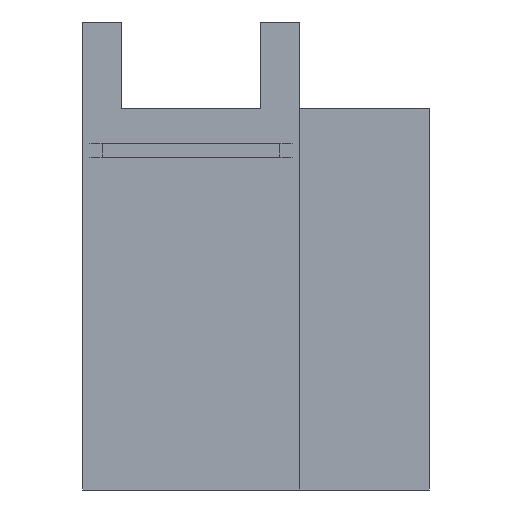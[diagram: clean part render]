
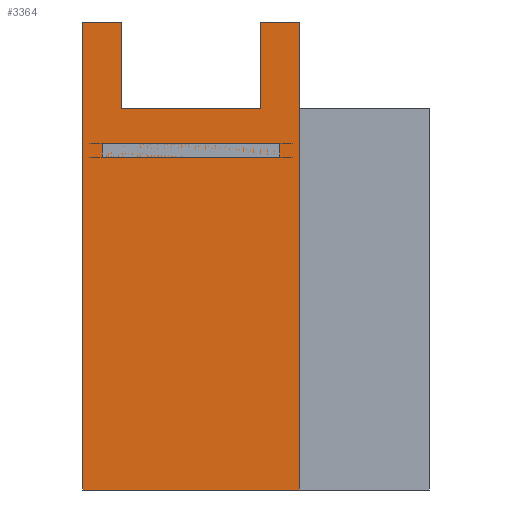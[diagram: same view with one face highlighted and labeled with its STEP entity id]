
A CAD part, front view. The second image highlights one B-rep face of the part: STEP entity #3364.
In plain terms, the highlighted planar face has unit normal (0, -1, 0).
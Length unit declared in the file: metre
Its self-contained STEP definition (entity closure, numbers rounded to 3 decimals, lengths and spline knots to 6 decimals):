
#57=PLANE('',#3726);
#258=LINE('',#5436,#515);
#276=LINE('',#5470,#533);
#285=LINE('',#5487,#542);
#286=LINE('',#5490,#543);
#287=LINE('',#5492,#544);
#288=LINE('',#5493,#545);
#289=LINE('',#5495,#546);
#290=LINE('',#5496,#547);
#515=VECTOR('',#4506,1.);
#533=VECTOR('',#4530,1.);
#542=VECTOR('',#4541,1.);
#543=VECTOR('',#4542,1.);
#544=VECTOR('',#4543,1.);
#545=VECTOR('',#4544,1.);
#546=VECTOR('',#4545,1.);
#547=VECTOR('',#4546,1.);
#1231=ORIENTED_EDGE('',*,*,#1816,.F.);
#1232=ORIENTED_EDGE('',*,*,#1817,.F.);
#1233=ORIENTED_EDGE('',*,*,#1818,.T.);
#1234=ORIENTED_EDGE('',*,*,#1807,.F.);
#1235=ORIENTED_EDGE('',*,*,#1819,.F.);
#1236=ORIENTED_EDGE('',*,*,#1820,.F.);
#1237=ORIENTED_EDGE('',*,*,#1789,.T.);
#1238=ORIENTED_EDGE('',*,*,#1821,.T.);
#1789=EDGE_CURVE('',#2166,#2165,#258,.T.);
#1807=EDGE_CURVE('',#2178,#2179,#276,.T.);
#1816=EDGE_CURVE('',#2186,#2187,#285,.T.);
#1817=EDGE_CURVE('',#2188,#2186,#286,.T.);
#1818=EDGE_CURVE('',#2188,#2179,#287,.T.);
#1819=EDGE_CURVE('',#2189,#2178,#288,.T.);
#1820=EDGE_CURVE('',#2166,#2189,#289,.T.);
#1821=EDGE_CURVE('',#2165,#2187,#290,.T.);
#2165=VERTEX_POINT('',#5435);
#2166=VERTEX_POINT('',#5437);
#2178=VERTEX_POINT('',#5469);
#2179=VERTEX_POINT('',#5471);
#2186=VERTEX_POINT('',#5488);
#2187=VERTEX_POINT('',#5489);
#2188=VERTEX_POINT('',#5491);
#2189=VERTEX_POINT('',#5494);
#2719=EDGE_LOOP('',(#1231,#1232,#1233,#1234,#1235,#1236,#1237,#1238));
#3100=FACE_BOUND('',#2719,.T.);
#3364=ADVANCED_FACE('',(#3100),#57,.F.);
#3726=AXIS2_PLACEMENT_3D('',#5486,#4539,#4540);
#4506=DIRECTION('',(0.,0.,-1.));
#4530=DIRECTION('',(1.,0.,0.));
#4539=DIRECTION('',(0.,1.,0.));
#4540=DIRECTION('',(0.,0.,1.));
#4541=DIRECTION('',(0.,0.,-1.));
#4542=DIRECTION('',(1.,0.,0.));
#4543=DIRECTION('',(0.,0.,-1.));
#4544=DIRECTION('',(0.,0.,-1.));
#4545=DIRECTION('',(1.,0.,0.));
#4546=DIRECTION('',(1.,0.,0.));
#5435=CARTESIAN_POINT('',(0.,-0.086,-0.04));
#5436=CARTESIAN_POINT('',(0.,-0.086,0.004002));
#5437=CARTESIAN_POINT('',(0.,-0.086,0.014));
#5469=CARTESIAN_POINT('',(0.0045,-0.086,0.004));
#5470=CARTESIAN_POINT('',(0.0125,-0.086,0.004));
#5471=CARTESIAN_POINT('',(0.0205,-0.086,0.004));
#5486=CARTESIAN_POINT('',(0.0125,-0.086,0.004002));
#5487=CARTESIAN_POINT('',(0.025,-0.086,0.004002));
#5488=CARTESIAN_POINT('',(0.025,-0.086,0.014));
#5489=CARTESIAN_POINT('',(0.025,-0.086,-0.04));
#5490=CARTESIAN_POINT('',(0.02275,-0.086,0.014));
#5491=CARTESIAN_POINT('',(0.0205,-0.086,0.014));
#5492=CARTESIAN_POINT('',(0.0205,-0.086,0.014));
#5493=CARTESIAN_POINT('',(0.0045,-0.086,0.014));
#5494=CARTESIAN_POINT('',(0.0045,-0.086,0.014));
#5495=CARTESIAN_POINT('',(0.00225,-0.086,0.014));
#5496=CARTESIAN_POINT('',(0.0125,-0.086,-0.04));
